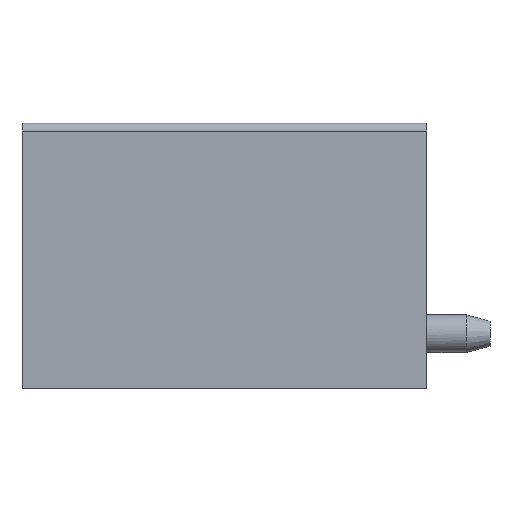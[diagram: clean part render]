
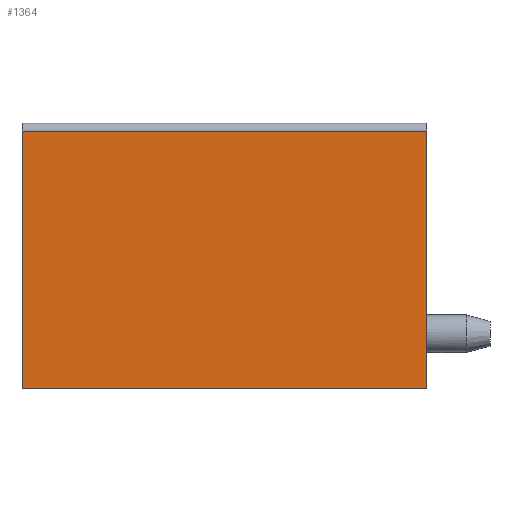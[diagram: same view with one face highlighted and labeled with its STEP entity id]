
A CAD part, left-side view. The second image highlights one B-rep face of the part: STEP entity #1364.
In plain terms, the highlighted planar face has unit normal (-1, 0, 0).
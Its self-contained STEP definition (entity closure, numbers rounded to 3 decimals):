
#35 = CARTESIAN_POINT ( 'NONE',  ( -8.13, 25.4, 0. ) ) ;
#36 = DIRECTION ( 'NONE',  ( 0., -1., 0. ) ) ;
#37 = VECTOR ( 'NONE', #36, 1000. ) ;
#38 = CARTESIAN_POINT ( 'NONE',  ( -8.13, 25.4, 0. ) ) ;
#39 = LINE ( 'NONE', #38, #37 ) ;
#40 = CARTESIAN_POINT ( 'NONE',  ( -8.13, 0., 0. ) ) ;
#364 = CARTESIAN_POINT ( 'NONE',  ( -8.13, 0., 16.154 ) ) ;
#515 = CARTESIAN_POINT ( 'NONE',  ( -8.13, 25.4, 16.154 ) ) ;
#516 = DIRECTION ( 'NONE',  ( 0., 0., -1. ) ) ;
#517 = VECTOR ( 'NONE', #516, 1000. ) ;
#518 = CARTESIAN_POINT ( 'NONE',  ( -8.13, 25.4, 0. ) ) ;
#519 = LINE ( 'NONE', #518, #517 ) ;
#550 = DIRECTION ( 'NONE',  ( 0., 0., -1. ) ) ;
#551 = VECTOR ( 'NONE', #550, 1000. ) ;
#552 = CARTESIAN_POINT ( 'NONE',  ( -8.13, 0., 0. ) ) ;
#553 = LINE ( 'NONE', #552, #551 ) ;
#671 = FACE_OUTER_BOUND ( 'NONE', #1365, .T. ) ;
#695 = DIRECTION ( 'NONE',  ( 0., -1., 0. ) ) ;
#696 = VECTOR ( 'NONE', #695, 1000. ) ;
#697 = CARTESIAN_POINT ( 'NONE',  ( -8.13, 25.4, 16.154 ) ) ;
#698 = LINE ( 'NONE', #697, #696 ) ;
#699 = DIRECTION ( 'NONE',  ( 0., 0., 1. ) ) ;
#700 = DIRECTION ( 'NONE',  ( -1., 0., 0. ) ) ;
#701 = CARTESIAN_POINT ( 'NONE',  ( -8.13, 25.4, 0. ) ) ;
#702 = AXIS2_PLACEMENT_3D ( 'NONE', #701, #700, #699 ) ;
#703 = PLANE ( 'NONE',  #702 ) ;
#971 = VERTEX_POINT ( 'NONE', #40 ) ;
#973 = EDGE_CURVE ( 'NONE', #974, #971, #39, .T. ) ;
#974 = VERTEX_POINT ( 'NONE', #35 ) ;
#1078 = VERTEX_POINT ( 'NONE', #364 ) ;
#1127 = EDGE_CURVE ( 'NONE', #1078, #971, #553, .T. ) ;
#1349 = ORIENTED_EDGE ( 'NONE', *, *, #1379, .T. ) ;
#1350 = ORIENTED_EDGE ( 'NONE', *, *, #973, .T. ) ;
#1364 = ADVANCED_FACE ( 'NONE', ( #671 ), #703, .T. ) ;
#1365 = EDGE_LOOP ( 'NONE', ( #1366, #1367, #1349, #1350 ) ) ;
#1366 = ORIENTED_EDGE ( 'NONE', *, *, #1127, .F. ) ;
#1367 = ORIENTED_EDGE ( 'NONE', *, *, #1368, .F. ) ;
#1368 = EDGE_CURVE ( 'NONE', #1380, #1078, #698, .T. ) ;
#1379 = EDGE_CURVE ( 'NONE', #1380, #974, #519, .T. ) ;
#1380 = VERTEX_POINT ( 'NONE', #515 ) ;
